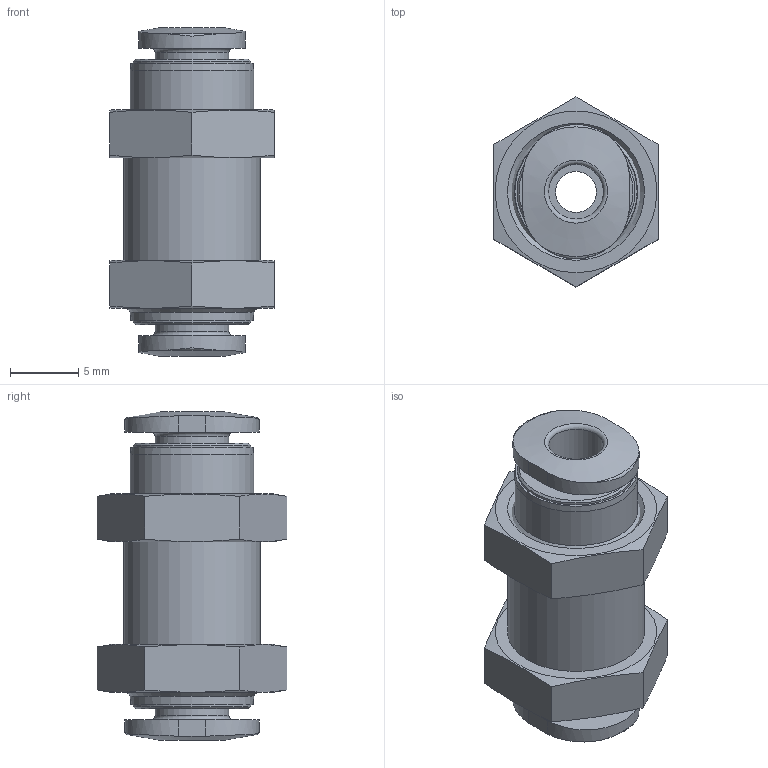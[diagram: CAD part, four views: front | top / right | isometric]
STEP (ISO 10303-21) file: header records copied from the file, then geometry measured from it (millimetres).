
FILE_DESCRIPTION(/* description */ ('STEP AP214'),/* implementation_level */ '2;1');
FILE_NAME(/* name */ '130780_QSMS-4-100',/* time_stamp */ '2024-09-14T13:37:10+02:00',/* author */ ('License CC BY-ND 4.0'),/* organization */ ('CADENAS'),/* preprocessor_version */ 'ST-DEVELOPER v19.3',/* originating_system */ 'PARTsolutions',/* authorisation */ ' ');
FILE_SCHEMA (('AUTOMOTIVE_DESIGN {1 0 10303 214 3 1 1}'));
Length unit declared in the file: millimetre
Products named in the file (3): 130780 QSMS-4-100; 130780 QSMS-4-100---(part); Flachmutter M10x1-3.5-12
Assembly tree (3 placements, depth 2):
  130780 QSMS-4-100
    130780 QSMS-4-100---(part)
    Flachmutter M10x1-3.5-12  x2
Bounding box: 12 x 13.86 x 24 mm (x, y, z)
Volume: 1766.6 mm3; surface area: 1946.1 mm2
Topology: 3 solids, 3 shells, 67 faces, 152 edges, 97 vertices
Faces by surface type: plane 28, cone 16, cylinder 15, torus 8
Full cylindrical faces by diameter (mm): 3 x1, 4 x2, 5.4 x2, 8.6 x2, 8.917 x2, 9 x1, 10 x1
Entity records: 1749 total; most frequent: CARTESIAN_POINT 330, DIRECTION 216, ORIENTED_EDGE 182, AXIS2_PLACEMENT_3D 99, EDGE_CURVE 91, EDGE_LOOP 90, FACE_BOUND 90, VERTEX_POINT 73
